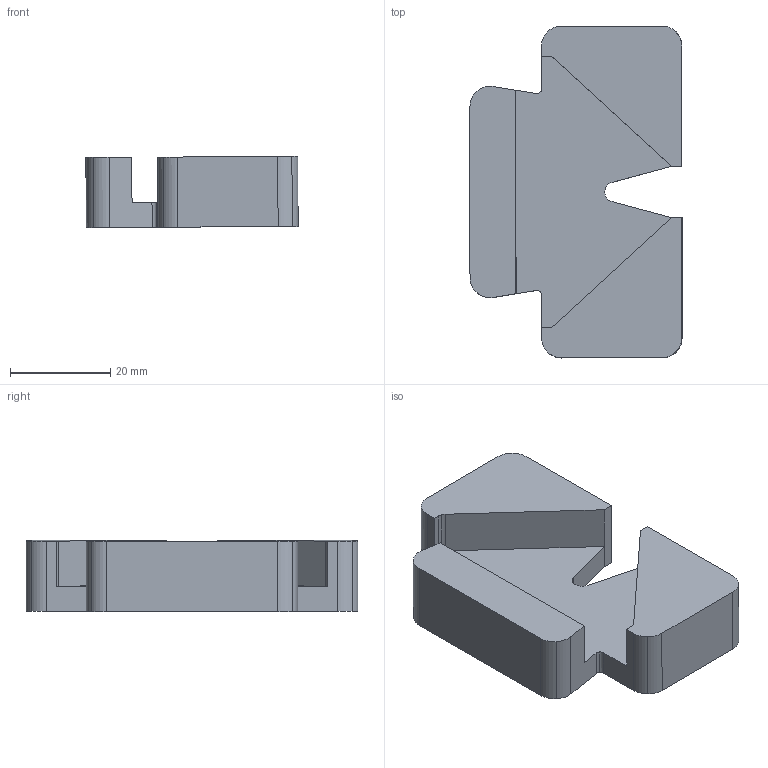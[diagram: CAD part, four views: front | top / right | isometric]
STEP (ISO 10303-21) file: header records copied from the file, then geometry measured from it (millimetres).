
FILE_DESCRIPTION(('STEP AP214'),'1');
FILE_NAME(' 4.stp','2019-04-23T07:48:04',(' '),(' '),'Spatial InterOp 3D',' ',' ');
FILE_SCHEMA(('AUTOMOTIVE_DESIGN { 1 0 10303 214 1 1 1 1 }'));
Length unit declared in the file: metre
Products named in the file (1): Corps
Bounding box: 42.39 x 66.3 x 14.2 mm (x, y, z)
Volume: 23403.3 mm3; surface area: 8385.5 mm2
Topology: 1 solids, 1 shells, 43 faces, 122 edges, 82 vertices
Faces by surface type: plane 23, cylinder 20
Entity records: 1792 total; most frequent: DIRECTION 252, CARTESIAN_POINT 247, ORIENTED_EDGE 242, EDGE_CURVE 121, AXIS2_PLACEMENT_3D 85, LINE 82, VECTOR 82, VERTEX_POINT 80
